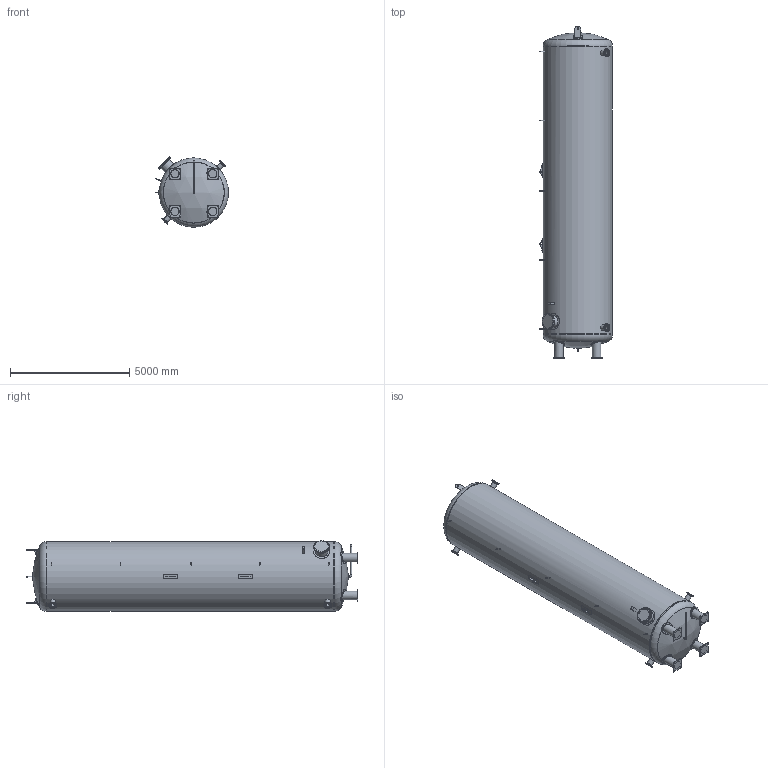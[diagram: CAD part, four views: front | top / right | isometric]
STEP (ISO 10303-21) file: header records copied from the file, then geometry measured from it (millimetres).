
FILE_DESCRIPTION(/* description */ (''),/* implementation_level */ '2;1');
FILE_NAME(/* name */ 'Ø2900_84_6_200_RF_WZ2.stp',/* time_stamp */ '2020-07-10T08:39:26+02:00',/* author */ ('ch'),/* organization */ ('DEHOUST GmbH Heidenau'),/* preprocessor_version */ 'ST-DEVELOPER v17.2',/* originating_system */ 'Autodesk Inventor 2019',/* authorisation */ '');
FILE_SCHEMA (('AUTOMOTIVE_DESIGN { 1 0 10303 214 3 1 1 }'));
Length unit declared in the file: millimetre
Products named in the file (28): 814756; Klöpper_Gew_PL2019-10; Klöpper_Gew_PL2019-08; Zyl_Ø2900_6x12000_mV_2019; TÖB_Puffer_PL2019-06; Fuß_Puffer_PL2019-06; Dom DN500_1092-1-01_PN10_10x370_2019; DIN EN 10220-1 - 508 x 10 - 370; Flansch EN1092-1_01_DN500_PN10; B-Flansch EN1092-1_05_DN500_PN10; DN200_Ø2900_180°_Iso200_mB; DIN 2633 schweißhalsflansch Typ C Serie 1 (ISO) - PN 16 200 x 219.
1; DIN EN 10220-1 - 219,1 x 7,1 - 1220; DIN 2605 90 Grad Schenkelrohrtyp 3 219.1 - 6.3S; TÖM_100+_Ø2900_schwer_2018; Muffe Thermo Iso200; DIN EN 10220-1 - 26,9 x 2,6 - 250; ISO 4145 Fassung M2 1/2; Iso200_Ø2900_83_Alu; Entlüftung 1 Iso200_2019; DIN EN 10220-1 - 33,7 x 3,2 - 230; ISO 4145 Fassung M2 1; Schildbrücke Pu-Iso200; Entleerung 2_ mB_1200; DIN EN 10220-1 - 60,3 x 4 - 50; DIN EN 10220-1 - 60,3 x 4 - 1200; DIN 2605 90 Grad Schenkelrohrtyp 3 60.3 - 2S; ISO 4144 Fassung S2 2
Assembly tree (39 placements, depth 3):
  814756
    Klöpper_Gew_PL2019-10
    Klöpper_Gew_PL2019-08
    Zyl_Ø2900_6x12000_mV_2019
    TÖB_Puffer_PL2019-06  x2
    Fuß_Puffer_PL2019-06  x4
    Dom DN500_1092-1-01_PN10_10x370_2019
      DIN EN 10220-1 - 508 x 10 - 370
      Flansch EN1092-1_01_DN500_PN10
      B-Flansch EN1092-1_05_DN500_PN10
    DN200_Ø2900_180°_Iso200_mB  x4
      DIN 2633 schweißhalsflansch Typ C Serie 1 (ISO) - PN 16 200 x 219.
1
      DIN EN 10220-1 - 219,1 x 7,1 - 1220
      DIN 2605 90 Grad Schenkelrohrtyp 3 219.1 - 6.3S
    TÖM_100+_Ø2900_schwer_2018  x2
    Muffe Thermo Iso200  x5
      DIN EN 10220-1 - 26,9 x 2,6 - 250
      ISO 4145 Fassung M2 1/2
    Iso200_Ø2900_83_Alu
    Entlüftung 1 Iso200_2019
      DIN EN 10220-1 - 33,7 x 3,2 - 230
      ISO 4145 Fassung M2 1
    Schildbrücke Pu-Iso200
    Entleerung 2_ mB_1200
      DIN EN 10220-1 - 60,3 x 4 - 50
      DIN EN 10220-1 - 60,3 x 4 - 1200
      DIN 2605 90 Grad Schenkelrohrtyp 3 60.3 - 2S
      ISO 4144 Fassung S2 2
Bounding box: 3051.99 x 13890.39 x 2946.24 mm (x, y, z)
Volume: 1241051509.3 mm3; surface area: 279197458 mm2
Topology: 59 solids, 59 shells, 461 faces, 1093 edges, 760 vertices
Faces by surface type: cylinder 235, plane 176, torus 26, sphere 20, cone 4
Full cylindrical faces by diameter (mm): 5.8 x4, 18.631 x5, 21.7 x5, 22 x48, 24 x16, 26 x40, 26.4 x5, 26.9 x10, 27.3 x1, 30.291 x1, 33.7 x1, 39.5 x1, 52.3 x2, 56.656 x1, 60 x2, 60.3 x4, 68 x1, 72 x2, 204.9 x4, 207.3 x4, 219.1 x12, 268 x4, 339.6 x4, 340 x4, 355.6 x4, 488 x1, 500 x4, 508 x2, 513.5 x1, 520 x1
Entity records: 10796 total; most frequent: CARTESIAN_POINT 3424, DIRECTION 1421, ORIENTED_EDGE 1180, AXIS2_PLACEMENT_3D 597, EDGE_CURVE 590, EDGE_LOOP 424, VERTEX_POINT 410, CIRCLE 290
